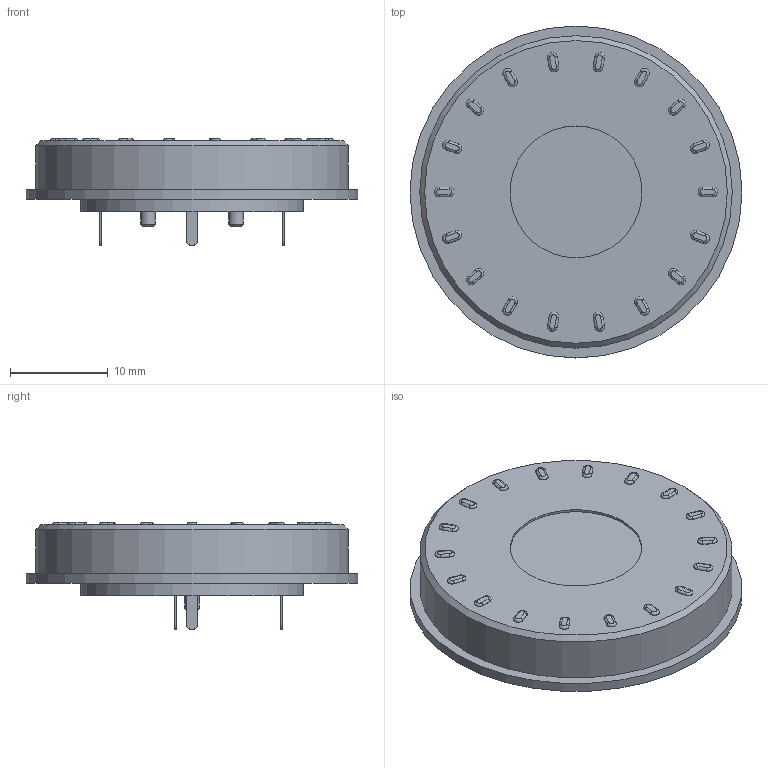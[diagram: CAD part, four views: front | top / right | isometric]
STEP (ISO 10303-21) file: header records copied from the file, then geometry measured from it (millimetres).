
FILE_DESCRIPTION(('FreeCAD Model'),'2;1');
FILE_NAME('Fillet001.step','2016-09-07T18:06:01',('Author'), (''),'Open CASCADE STEP processor 6.8','FreeCAD','Unknown');
FILE_SCHEMA(('AUTOMOTIVE_DESIGN_CC2 { 1 2 10303 214 -1 1 5 4 }'));
Length unit declared in the file: millimetre
Products named in the file (2): ASSEMBLY; Fillet001
Assembly tree (1 placements, depth 2):
  ASSEMBLY
    Fillet001
Bounding box: 34 x 34 x 11 mm (x, y, z)
Volume: 5406.6 mm3; surface area: 2559.3 mm2
Topology: 1 solids, 1 shells, 206 faces, 456 edges, 279 vertices
Faces by surface type: cylinder 86, plane 81, torus 36, cone 3
Full cylindrical faces by diameter (mm): 1.5 x2, 13.5 x1, 22.8 x1, 32 x1, 34 x1
Entity records: 12044 total; most frequent: CARTESIAN_POINT 2797, DIRECTION 1761, ORIENTED_EDGE 912, PCURVE 912, DEFINITIONAL_REPRESENTATION 912, LINE 891, VECTOR 891, EDGE_CURVE 456
